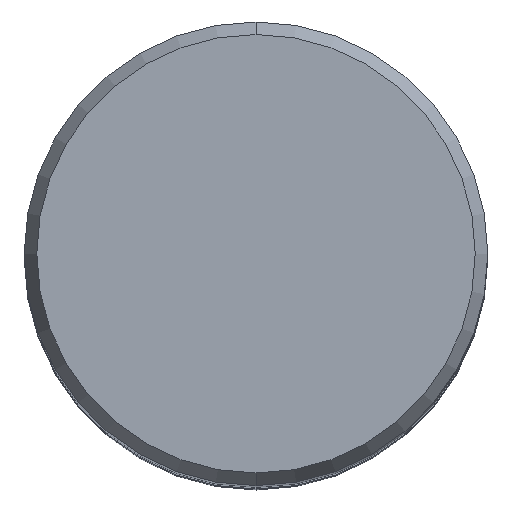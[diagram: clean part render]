
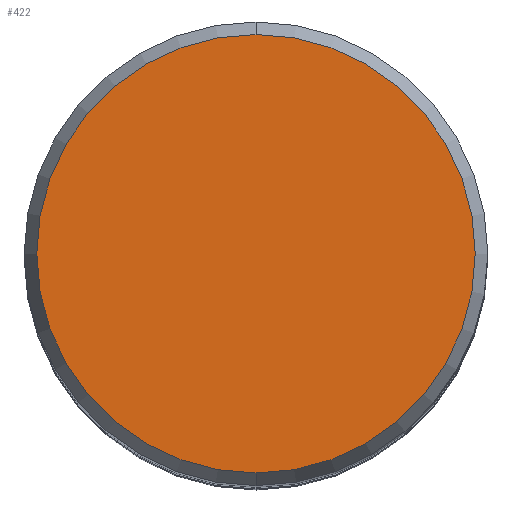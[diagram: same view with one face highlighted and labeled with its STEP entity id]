
A CAD part, top view. The second image highlights one B-rep face of the part: STEP entity #422.
In plain terms, the highlighted planar face has unit normal (0, 0, 1).
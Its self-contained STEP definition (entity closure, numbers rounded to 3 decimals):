
#244=EDGE_CURVE('',#430,#370,#561,.T.);
#370=VERTEX_POINT('',#706);
#374=EDGE_CURVE('',#370,#430,#710,.T.);
#422=ADVANCED_FACE('',(#762),#763,.T.);
#430=VERTEX_POINT('',#771);
#561=CIRCLE('',#1042,12.012);
#706=CARTESIAN_POINT('',(0.,-12.012,0.));
#710=CIRCLE('',#1338,12.012);
#762=FACE_OUTER_BOUND('',#1478,.T.);
#763=PLANE('',#1479);
#771=CARTESIAN_POINT('',(0.0,12.012,0.));
#1042=AXIS2_PLACEMENT_3D('',#1695,#1696,#1697);
#1338=AXIS2_PLACEMENT_3D('',#1897,#1898,#1899);
#1478=EDGE_LOOP('',(#1941,#1942));
#1479=AXIS2_PLACEMENT_3D('',#1943,#1944,#1945);
#1695=CARTESIAN_POINT('',(0.0,0.0,0.));
#1696=DIRECTION('',(0.0,0.0,-1.0));
#1697=DIRECTION('',(0.0,1.0,0.0));
#1897=CARTESIAN_POINT('',(0.0,0.0,0.));
#1898=DIRECTION('',(0.0,0.0,-1.0));
#1899=DIRECTION('',(0.0,1.0,0.0));
#1941=ORIENTED_EDGE('',*,*,#244,.F.);
#1942=ORIENTED_EDGE('',*,*,#374,.F.);
#1943=CARTESIAN_POINT('',(0.0,6.006,0.));
#1944=DIRECTION('',(-0.0,0.0,1.0));
#1945=DIRECTION('',(0.0,-1.0,0.0));
